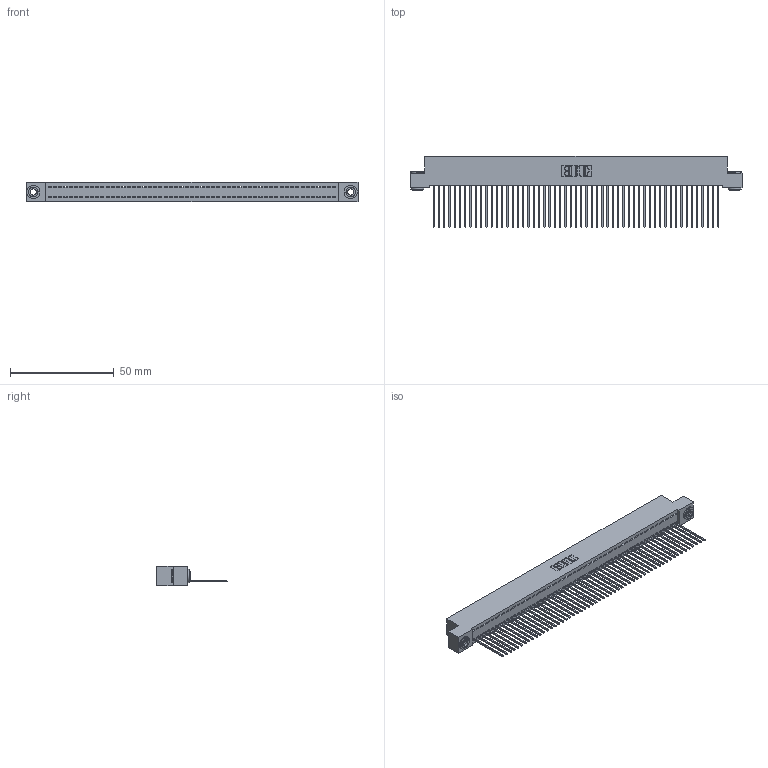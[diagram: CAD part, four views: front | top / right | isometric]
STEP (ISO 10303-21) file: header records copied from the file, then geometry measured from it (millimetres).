
FILE_DESCRIPTION (( 'STEP AP203' ), '1' );
FILE_NAME ('392-055-541-103.STEP', '2018-08-17T11:13:27', ( '' ), ( '' ), 'SwSTEP 2.0', 'SolidWorks 2016', '' );
FILE_SCHEMA (( 'CONFIG_CONTROL_DESIGN' ));
Length unit declared in the file: inch
Products named in the file (4): 342 Part_.156 TH; 345-292-001_345-293-141; 342-250-002_345-250-002-102; 392-055-541-103
Assembly tree (58 placements, depth 2):
  392-055-541-103
    342 Part_.156 TH
    345-292-001_345-293-141  x55
    342-250-002_345-250-002-102  x2
Bounding box: 160.02 x 34.3 x 9.4 mm (x, y, z)
Volume: 14282.8 mm3; surface area: 22474.5 mm2
Topology: 58 solids, 58 shells, 3338 faces, 10055 edges, 6626 vertices
Faces by surface type: plane 2386, cylinder 944, cone 8
Entity records: 32478 total; most frequent: CARTESIAN_POINT 5578, ORIENTED_EDGE 5562, DIRECTION 4713, EDGE_CURVE 2781, LINE 2629, VECTOR 2629, VERTEX_POINT 1850, AXIS2_PLACEMENT_3D 1042
